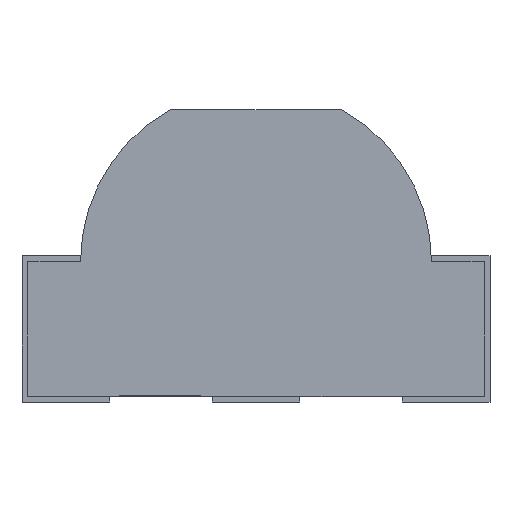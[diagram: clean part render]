
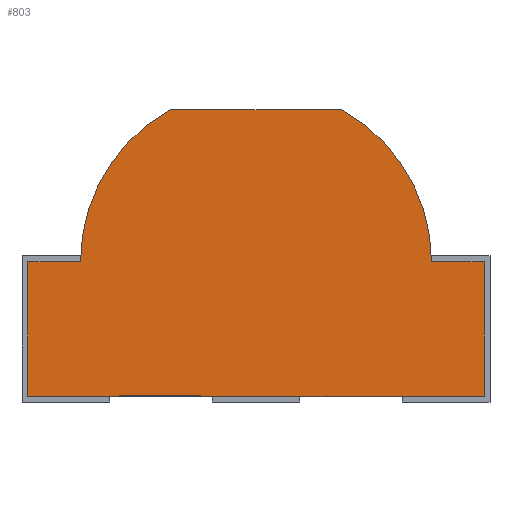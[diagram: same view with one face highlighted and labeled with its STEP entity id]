
A CAD part, top view. The second image highlights one B-rep face of the part: STEP entity #803.
In plain terms, the highlighted planar face has unit normal (0, 0, 1).
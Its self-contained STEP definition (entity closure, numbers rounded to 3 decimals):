
#10 = DIRECTION ( 'NONE',  ( 0., -1., 0. ) ) ;
#36 = DIRECTION ( 'NONE',  ( 1., 0., 0. ) ) ;
#77 = DIRECTION ( 'NONE',  ( 0., 0., -1. ) ) ;
#97 = FACE_OUTER_BOUND ( 'NONE', #755, .T. ) ;
#124 = LINE ( 'NONE', #1116, #1223 ) ;
#148 = VERTEX_POINT ( 'NONE', #895 ) ;
#160 = CARTESIAN_POINT ( 'NONE',  ( 0.78, 0.48, 0.3 ) ) ;
#207 = CARTESIAN_POINT ( 'NONE',  ( 0., 0.02, 0.3 ) ) ;
#212 = CARTESIAN_POINT ( 'NONE',  ( 0.6, 0.48, 0.3 ) ) ;
#222 = VERTEX_POINT ( 'NONE', #585 ) ;
#249 = EDGE_CURVE ( 'NONE', #425, #1260, #1295, .T. ) ;
#279 = DIRECTION ( 'NONE',  ( 0., 0., 1. ) ) ;
#318 = CARTESIAN_POINT ( 'NONE',  ( 0., 0.02, 0.3 ) ) ;
#343 = EDGE_CURVE ( 'NONE', #222, #603, #857, .T. ) ;
#348 = CARTESIAN_POINT ( 'NONE',  ( 0.78, 0.02, 0.3 ) ) ;
#354 = EDGE_CURVE ( 'NONE', #790, #1198, #1265, .T. ) ;
#365 = VERTEX_POINT ( 'NONE', #842 ) ;
#392 = CIRCLE ( 'NONE', #1220, 0.593 ) ;
#394 = DIRECTION ( 'NONE',  ( 1., 0., 0. ) ) ;
#399 = DIRECTION ( 'NONE',  ( 1., 0., 0. ) ) ;
#417 = VECTOR ( 'NONE', #938, 1000. ) ;
#425 = VERTEX_POINT ( 'NONE', #1079 ) ;
#455 = AXIS2_PLACEMENT_3D ( 'NONE', #808, #279, #399 ) ;
#475 = CARTESIAN_POINT ( 'NONE',  ( -0.466, 0.021, 0.3 ) ) ;
#480 = DIRECTION ( 'NONE',  ( 0., 1., 0. ) ) ;
#490 = CARTESIAN_POINT ( 'NONE',  ( 0.292, 1., 0.3 ) ) ;
#505 = ORIENTED_EDGE ( 'NONE', *, *, #969, .F. ) ;
#508 = CARTESIAN_POINT ( 'NONE',  ( 0., 1., 0.3 ) ) ;
#520 = CARTESIAN_POINT ( 'NONE',  ( -0.466, 0.021, 0.3 ) ) ;
#536 = DIRECTION ( 'NONE',  ( -1., 0., 0. ) ) ;
#548 = VERTEX_POINT ( 'NONE', #348 ) ;
#552 = VECTOR ( 'NONE', #36, 1000. ) ;
#572 = EDGE_CURVE ( 'NONE', #1011, #1260, #1129, .T. ) ;
#580 = ORIENTED_EDGE ( 'NONE', *, *, #1080, .F. ) ;
#585 = CARTESIAN_POINT ( 'NONE',  ( -0.188, 0.021, 0.3 ) ) ;
#594 = VECTOR ( 'NONE', #394, 1000. ) ;
#602 = ORIENTED_EDGE ( 'NONE', *, *, #354, .F. ) ;
#603 = VERTEX_POINT ( 'NONE', #475 ) ;
#626 = CARTESIAN_POINT ( 'NONE',  ( -0.466, 0.021, 0.3 ) ) ;
#643 = VECTOR ( 'NONE', #933, 1000. ) ;
#651 = ORIENTED_EDGE ( 'NONE', *, *, #952, .F. ) ;
#663 = DIRECTION ( 'NONE',  ( 1., 0., 0. ) ) ;
#669 = VERTEX_POINT ( 'NONE', #160 ) ;
#673 = EDGE_CURVE ( 'NONE', #548, #669, #124, .T. ) ;
#678 = CARTESIAN_POINT ( 'NONE',  ( 0., 0.48, 0.3 ) ) ;
#714 = PLANE ( 'NONE',  #455 ) ;
#755 = EDGE_LOOP ( 'NONE', ( #505, #835, #773, #1297, #1384, #964, #1061, #1380, #1232, #580, #602, #651 ) ) ;
#757 = VERTEX_POINT ( 'NONE', #1374 ) ;
#773 = ORIENTED_EDGE ( 'NONE', *, *, #1067, .T. ) ;
#790 = VERTEX_POINT ( 'NONE', #1019 ) ;
#803 = ADVANCED_FACE ( 'NONE', ( #97 ), #714, .T. ) ;
#808 = CARTESIAN_POINT ( 'NONE',  ( 0., 0., 0.3 ) ) ;
#828 = VECTOR ( 'NONE', #1394, 1000. ) ;
#829 = CARTESIAN_POINT ( 'NONE',  ( -0.007, 0.48, 0.3 ) ) ;
#835 = ORIENTED_EDGE ( 'NONE', *, *, #343, .F. ) ;
#842 = CARTESIAN_POINT ( 'NONE',  ( -0.6, 0.48, 0.3 ) ) ;
#843 = CARTESIAN_POINT ( 'NONE',  ( -0.188, 0.021, 0.3 ) ) ;
#857 = LINE ( 'NONE', #520, #828 ) ;
#872 = VECTOR ( 'NONE', #1095, 1000. ) ;
#886 = EDGE_CURVE ( 'NONE', #548, #148, #1288, .T. ) ;
#890 = LINE ( 'NONE', #678, #1293 ) ;
#895 = CARTESIAN_POINT ( 'NONE',  ( -0.188, 0.02, 0.3 ) ) ;
#933 = DIRECTION ( 'NONE',  ( 0., 1., 0. ) ) ;
#938 = DIRECTION ( 'NONE',  ( -1., 0., 0. ) ) ;
#952 = EDGE_CURVE ( 'NONE', #757, #790, #983, .T. ) ;
#964 = ORIENTED_EDGE ( 'NONE', *, *, #1051, .T. ) ;
#967 = VECTOR ( 'NONE', #536, 1000. ) ;
#969 = EDGE_CURVE ( 'NONE', #603, #757, #1226, .T. ) ;
#983 = LINE ( 'NONE', #207, #417 ) ;
#1011 = VERTEX_POINT ( 'NONE', #212 ) ;
#1019 = CARTESIAN_POINT ( 'NONE',  ( -0.78, 0.02, 0.3 ) ) ;
#1039 = DIRECTION ( 'NONE',  ( 1., 0., 0. ) ) ;
#1051 = EDGE_CURVE ( 'NONE', #669, #1011, #890, .T. ) ;
#1061 = ORIENTED_EDGE ( 'NONE', *, *, #572, .T. ) ;
#1067 = EDGE_CURVE ( 'NONE', #222, #148, #1357, .T. ) ;
#1072 = DIRECTION ( 'NONE',  ( -1., 0., 0. ) ) ;
#1079 = CARTESIAN_POINT ( 'NONE',  ( -0.292, 1., 0.3 ) ) ;
#1080 = EDGE_CURVE ( 'NONE', #1198, #365, #1096, .T. ) ;
#1095 = DIRECTION ( 'NONE',  ( 0., -1., 0. ) ) ;
#1096 = LINE ( 'NONE', #1213, #552 ) ;
#1116 = CARTESIAN_POINT ( 'NONE',  ( 0.78, 0., 0.3 ) ) ;
#1129 = CIRCLE ( 'NONE', #1225, 0.593 ) ;
#1171 = CARTESIAN_POINT ( 'NONE',  ( -0.78, 0., 0.3 ) ) ;
#1198 = VERTEX_POINT ( 'NONE', #1245 ) ;
#1204 = CARTESIAN_POINT ( 'NONE',  ( 0.007, 0.48, 0.3 ) ) ;
#1213 = CARTESIAN_POINT ( 'NONE',  ( 0., 0.48, 0.3 ) ) ;
#1220 = AXIS2_PLACEMENT_3D ( 'NONE', #829, #77, #1039 ) ;
#1223 = VECTOR ( 'NONE', #480, 1000. ) ;
#1225 = AXIS2_PLACEMENT_3D ( 'NONE', #1204, #1325, #663 ) ;
#1226 = LINE ( 'NONE', #626, #1312 ) ;
#1232 = ORIENTED_EDGE ( 'NONE', *, *, #1316, .F. ) ;
#1245 = CARTESIAN_POINT ( 'NONE',  ( -0.78, 0.48, 0.3 ) ) ;
#1260 = VERTEX_POINT ( 'NONE', #490 ) ;
#1265 = LINE ( 'NONE', #1171, #643 ) ;
#1288 = LINE ( 'NONE', #318, #967 ) ;
#1293 = VECTOR ( 'NONE', #1072, 1000. ) ;
#1295 = LINE ( 'NONE', #508, #594 ) ;
#1297 = ORIENTED_EDGE ( 'NONE', *, *, #886, .F. ) ;
#1312 = VECTOR ( 'NONE', #10, 1000. ) ;
#1316 = EDGE_CURVE ( 'NONE', #365, #425, #392, .T. ) ;
#1325 = DIRECTION ( 'NONE',  ( 0., 0., 1. ) ) ;
#1357 = LINE ( 'NONE', #843, #872 ) ;
#1374 = CARTESIAN_POINT ( 'NONE',  ( -0.466, 0.02, 0.3 ) ) ;
#1380 = ORIENTED_EDGE ( 'NONE', *, *, #249, .F. ) ;
#1384 = ORIENTED_EDGE ( 'NONE', *, *, #673, .T. ) ;
#1394 = DIRECTION ( 'NONE',  ( -1., 0., 0. ) ) ;
